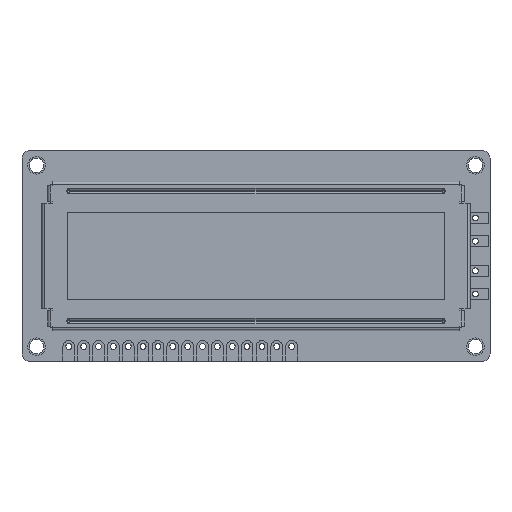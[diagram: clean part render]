
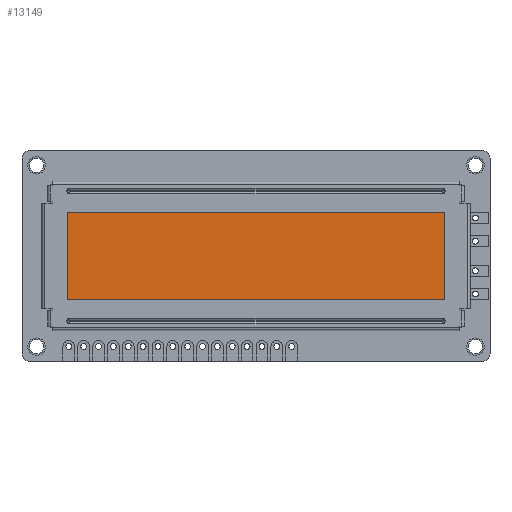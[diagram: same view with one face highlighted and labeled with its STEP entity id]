
A CAD part, top view. The second image highlights one B-rep face of the part: STEP entity #13149.
In plain terms, the highlighted planar face has unit normal (0, 0, 1).
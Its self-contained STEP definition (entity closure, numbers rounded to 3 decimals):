
#13040 = VERTEX_POINT('',#13041);
#13041 = CARTESIAN_POINT('',(32.25,-7.5,4.4));
#13047 = EDGE_CURVE('',#13048,#13040,#13050,.T.);
#13048 = VERTEX_POINT('',#13049);
#13049 = CARTESIAN_POINT('',(32.25,7.5,4.4));
#13050 = LINE('',#13051,#13052);
#13051 = CARTESIAN_POINT('',(32.25,7.5,4.4));
#13052 = VECTOR('',#13053,1.);
#13053 = DIRECTION('',(0.,-1.,0.));
#13078 = EDGE_CURVE('',#13079,#13048,#13081,.T.);
#13079 = VERTEX_POINT('',#13080);
#13080 = CARTESIAN_POINT('',(-32.25,7.5,4.4));
#13081 = LINE('',#13082,#13083);
#13082 = CARTESIAN_POINT('',(-32.25,7.5,4.4));
#13083 = VECTOR('',#13084,1.);
#13084 = DIRECTION('',(1.,0.,0.));
#13109 = EDGE_CURVE('',#13110,#13079,#13112,.T.);
#13110 = VERTEX_POINT('',#13111);
#13111 = CARTESIAN_POINT('',(-32.25,-7.5,4.4));
#13112 = LINE('',#13113,#13114);
#13113 = CARTESIAN_POINT('',(-32.25,-7.5,4.4));
#13114 = VECTOR('',#13115,1.);
#13115 = DIRECTION('',(0.,1.,0.));
#13138 = EDGE_CURVE('',#13040,#13110,#13139,.T.);
#13139 = LINE('',#13140,#13141);
#13140 = CARTESIAN_POINT('',(32.25,-7.5,4.4));
#13141 = VECTOR('',#13142,1.);
#13142 = DIRECTION('',(-1.,0.,-0.));
#13149 = ADVANCED_FACE('',(#13150),#13156,.T.);
#13150 = FACE_BOUND('',#13151,.F.);
#13151 = EDGE_LOOP('',(#13152,#13153,#13154,#13155));
#13152 = ORIENTED_EDGE('',*,*,#13047,.T.);
#13153 = ORIENTED_EDGE('',*,*,#13138,.T.);
#13154 = ORIENTED_EDGE('',*,*,#13109,.T.);
#13155 = ORIENTED_EDGE('',*,*,#13078,.T.);
#13156 = PLANE('',#13157);
#13157 = AXIS2_PLACEMENT_3D('',#13158,#13159,#13160);
#13158 = CARTESIAN_POINT('',(0.,0.,4.4));
#13159 = DIRECTION('',(0.,0.,1.));
#13160 = DIRECTION('',(0.,-1.,0.));
